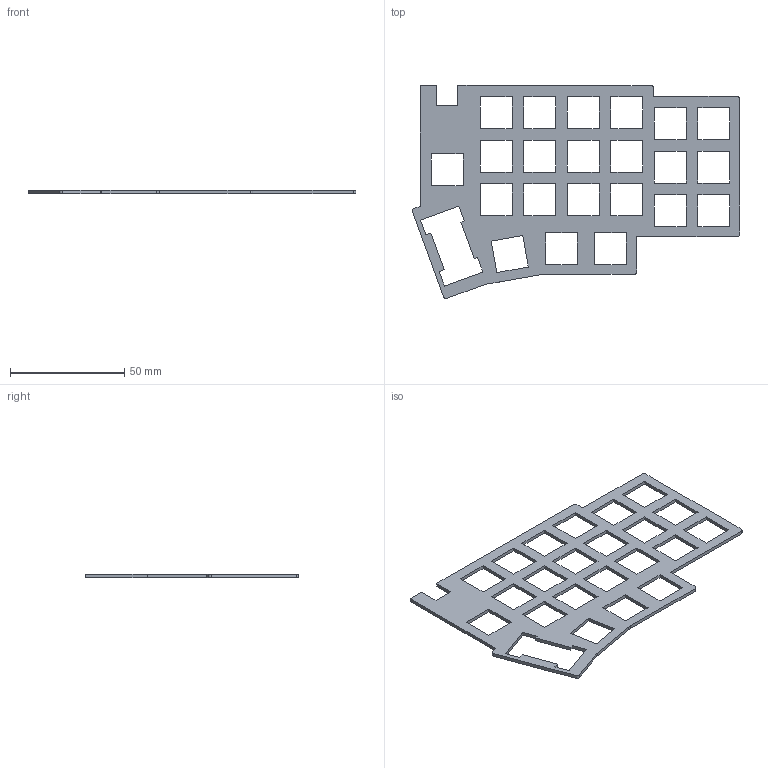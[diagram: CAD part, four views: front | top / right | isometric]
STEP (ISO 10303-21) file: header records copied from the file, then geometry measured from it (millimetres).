
FILE_DESCRIPTION(/* description */ ('','CAx-IF Rec.Pracs.---Representation and Presentation of Product Manufacturing Information (PMI)---4.0---2014-10-13'),/* implementation_level */ '2;1');
FILE_NAME(/* name */ 'plate_v3.step',/* time_stamp */ '2025-02-07T19:01:56-05:00',/* author */ (''),/* organization */ (''),/* preprocessor_version */ 'ST-DEVELOPER v20',/* originating_system */ 'Autodesk Translation Framework v13.20.0.188',/* authorisation */ '');
FILE_SCHEMA (('AP242_MANAGED_MODEL_BASED_3D_ENGINEERING_MIM_LF { 1 0 10303 442 1 1 4 }'));
Length unit declared in the file: millimetre
Products named in the file (2): Untitled; Plate
Assembly tree (1 placements, depth 2):
  Untitled
    Plate
Bounding box: 143.41 x 93.34 x 1.5 mm (x, y, z)
Volume: 8915.8 mm3; surface area: 14594.3 mm2
Topology: 1 solids, 1 shells, 133 faces, 393 edges, 262 vertices
Faces by surface type: plane 125, cylinder 8
Entity records: 4529 total; most frequent: CARTESIAN_POINT 791, ORIENTED_EDGE 786, DIRECTION 681, EDGE_CURVE 393, LINE 377, VECTOR 377, VERTEX_POINT 262, EDGE_LOOP 179
